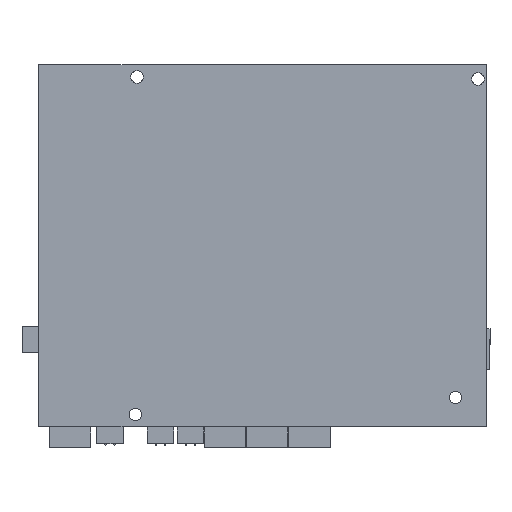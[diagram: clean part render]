
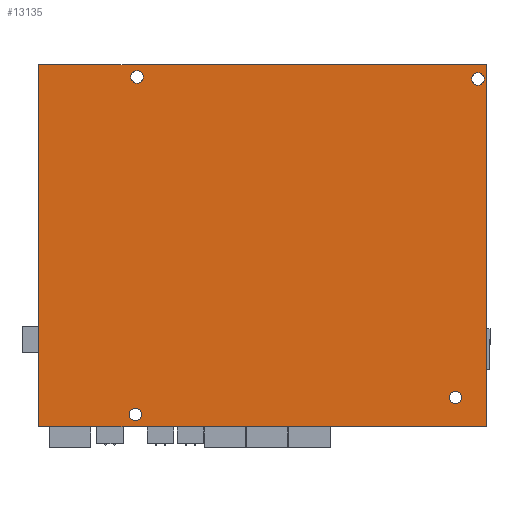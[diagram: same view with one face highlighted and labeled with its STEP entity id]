
A CAD part, front view. The second image highlights one B-rep face of the part: STEP entity #13135.
In plain terms, the highlighted planar face has unit normal (0, -1, 0).
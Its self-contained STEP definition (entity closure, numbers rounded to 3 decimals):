
#70 = LINE ( 'NONE', #15602, #20496 ) ;
#163 = DIRECTION ( 'NONE',  ( 0., 0., -1. ) ) ;
#260 = CIRCLE ( 'NONE', #2437, 1.8 ) ;
#915 = CARTESIAN_POINT ( 'NONE',  ( 65., 0., 52.6 ) ) ;
#1010 = EDGE_CURVE ( 'NONE', #4584, #23757, #4800, .T. ) ;
#1085 = CARTESIAN_POINT ( 'NONE',  ( -65., 0., 52.6 ) ) ;
#2153 = VERTEX_POINT ( 'NONE', #26013 ) ;
#2437 = AXIS2_PLACEMENT_3D ( 'NONE', #23879, #7922, #26554 ) ;
#2794 = DIRECTION ( 'NONE',  ( 0., -1., 0. ) ) ;
#2871 = DIRECTION ( 'NONE',  ( 0., -1., 0. ) ) ;
#3114 = CARTESIAN_POINT ( 'NONE',  ( -37., 0., -50.8 ) ) ;
#3624 = CARTESIAN_POINT ( 'NONE',  ( -65., 0., -52.6 ) ) ;
#3771 = DIRECTION ( 'NONE',  ( 0., 0., 1. ) ) ;
#3960 = VECTOR ( 'NONE', #6494, 1000. ) ;
#4320 = CARTESIAN_POINT ( 'NONE',  ( 62.5, 0., 46.6 ) ) ;
#4533 = VERTEX_POINT ( 'NONE', #4320 ) ;
#4584 = VERTEX_POINT ( 'NONE', #17833 ) ;
#4675 = EDGE_CURVE ( 'NONE', #10343, #19892, #32550, .T. ) ;
#4800 = LINE ( 'NONE', #27787, #3960 ) ;
#5002 = DIRECTION ( 'NONE',  ( 0., -1., 0. ) ) ;
#5251 = EDGE_CURVE ( 'NONE', #2153, #6057, #13324, .T. ) ;
#5514 = CIRCLE ( 'NONE', #6011, 1.8 ) ;
#6011 = AXIS2_PLACEMENT_3D ( 'NONE', #14340, #32996, #17018 ) ;
#6057 = VERTEX_POINT ( 'NONE', #3114 ) ;
#6239 = EDGE_LOOP ( 'NONE', ( #24836, #23483 ) ) ;
#6494 = DIRECTION ( 'NONE',  ( -1., 0., 0. ) ) ;
#6660 = ORIENTED_EDGE ( 'NONE', *, *, #4675, .F. ) ;
#7274 = FACE_OUTER_BOUND ( 'NONE', #24270, .T. ) ;
#7922 = DIRECTION ( 'NONE',  ( 0., -1., 0. ) ) ;
#8276 = ORIENTED_EDGE ( 'NONE', *, *, #18113, .F. ) ;
#8900 = CIRCLE ( 'NONE', #30594, 1.8 ) ;
#9052 = DIRECTION ( 'NONE',  ( 0., -1., 0. ) ) ;
#9191 = DIRECTION ( 'NONE',  ( 0., -1., 0. ) ) ;
#9562 = DIRECTION ( 'NONE',  ( 0., -1., 0. ) ) ;
#10282 = AXIS2_PLACEMENT_3D ( 'NONE', #25519, #9562, #28198 ) ;
#10343 = VERTEX_POINT ( 'NONE', #16873 ) ;
#10740 = CARTESIAN_POINT ( 'NONE',  ( 65., 0., 52.6 ) ) ;
#10804 = EDGE_LOOP ( 'NONE', ( #25293, #32575 ) ) ;
#10950 = VERTEX_POINT ( 'NONE', #11459 ) ;
#11459 = CARTESIAN_POINT ( 'NONE',  ( 62.5, 0., 50.2 ) ) ;
#11751 = AXIS2_PLACEMENT_3D ( 'NONE', #20974, #5002, #23640 ) ;
#12050 = ORIENTED_EDGE ( 'NONE', *, *, #23565, .F. ) ;
#12226 = ORIENTED_EDGE ( 'NONE', *, *, #15342, .F. ) ;
#12724 = ORIENTED_EDGE ( 'NONE', *, *, #21589, .F. ) ;
#13019 = LINE ( 'NONE', #10740, #33459 ) ;
#13135 = ADVANCED_FACE ( 'NONE', ( #14350, #21456, #15201, #28528, #7274 ), #13967, .T. ) ;
#13324 = CIRCLE ( 'NONE', #19373, 1.8 ) ;
#13967 = PLANE ( 'NONE',  #24922 ) ;
#14340 = CARTESIAN_POINT ( 'NONE',  ( 56., 0., -44.1 ) ) ;
#14350 = FACE_BOUND ( 'NONE', #18903, .T. ) ;
#15201 = FACE_BOUND ( 'NONE', #6239, .T. ) ;
#15342 = EDGE_CURVE ( 'NONE', #17758, #15521, #70, .T. ) ;
#15521 = VERTEX_POINT ( 'NONE', #915 ) ;
#15602 = CARTESIAN_POINT ( 'NONE',  ( -65., 0., 52.6 ) ) ;
#15606 = CARTESIAN_POINT ( 'NONE',  ( -36.5, 0., 50.8 ) ) ;
#15677 = LINE ( 'NONE', #1085, #28995 ) ;
#15682 = VERTEX_POINT ( 'NONE', #28390 ) ;
#16640 = DIRECTION ( 'NONE',  ( 0., 0., -1. ) ) ;
#16873 = CARTESIAN_POINT ( 'NONE',  ( -36.5, 0., 47.2 ) ) ;
#17018 = DIRECTION ( 'NONE',  ( 0., 0., -1. ) ) ;
#17181 = AXIS2_PLACEMENT_3D ( 'NONE', #24997, #9052, #27704 ) ;
#17307 = EDGE_LOOP ( 'NONE', ( #12724, #31504 ) ) ;
#17758 = VERTEX_POINT ( 'NONE', #19918 ) ;
#17833 = CARTESIAN_POINT ( 'NONE',  ( 65., 0., -52.6 ) ) ;
#18113 = EDGE_CURVE ( 'NONE', #23757, #17758, #15677, .T. ) ;
#18295 = DIRECTION ( 'NONE',  ( 1., 0., 0. ) ) ;
#18766 = CARTESIAN_POINT ( 'NONE',  ( 62.5, 0., 48.4 ) ) ;
#18833 = CARTESIAN_POINT ( 'NONE',  ( 62.5, 0., 48.4 ) ) ;
#18903 = EDGE_LOOP ( 'NONE', ( #27854, #6660 ) ) ;
#19372 = CIRCLE ( 'NONE', #17181, 1.8 ) ;
#19373 = AXIS2_PLACEMENT_3D ( 'NONE', #25132, #9191, #27821 ) ;
#19892 = VERTEX_POINT ( 'NONE', #15606 ) ;
#19918 = CARTESIAN_POINT ( 'NONE',  ( -65., 0., 52.6 ) ) ;
#20496 = VECTOR ( 'NONE', #18295, 1000. ) ;
#20974 = CARTESIAN_POINT ( 'NONE',  ( -36.5, 0., 49. ) ) ;
#21445 = DIRECTION ( 'NONE',  ( 0., 0., -1. ) ) ;
#21456 = FACE_BOUND ( 'NONE', #17307, .T. ) ;
#21508 = DIRECTION ( 'NONE',  ( 0., 0., -1. ) ) ;
#21589 = EDGE_CURVE ( 'NONE', #10950, #4533, #31473, .T. ) ;
#21981 = VERTEX_POINT ( 'NONE', #28465 ) ;
#23483 = ORIENTED_EDGE ( 'NONE', *, *, #23759, .F. ) ;
#23565 = EDGE_CURVE ( 'NONE', #15521, #4584, #13019, .T. ) ;
#23640 = DIRECTION ( 'NONE',  ( 0., 0., -1. ) ) ;
#23757 = VERTEX_POINT ( 'NONE', #3624 ) ;
#23759 = EDGE_CURVE ( 'NONE', #21981, #15682, #5514, .T. ) ;
#23879 = CARTESIAN_POINT ( 'NONE',  ( 56., 0., -44.1 ) ) ;
#24270 = EDGE_LOOP ( 'NONE', ( #12050, #12226, #8276, #32634 ) ) ;
#24360 = EDGE_CURVE ( 'NONE', #19892, #10343, #19372, .T. ) ;
#24466 = AXIS2_PLACEMENT_3D ( 'NONE', #18833, #2871, #21508 ) ;
#24836 = ORIENTED_EDGE ( 'NONE', *, *, #32704, .F. ) ;
#24922 = AXIS2_PLACEMENT_3D ( 'NONE', #27254, #32623, #16640 ) ;
#24997 = CARTESIAN_POINT ( 'NONE',  ( -36.5, 0., 49. ) ) ;
#25132 = CARTESIAN_POINT ( 'NONE',  ( -37., 0., -49. ) ) ;
#25293 = ORIENTED_EDGE ( 'NONE', *, *, #5251, .F. ) ;
#25519 = CARTESIAN_POINT ( 'NONE',  ( -37., 0., -49. ) ) ;
#25588 = EDGE_CURVE ( 'NONE', #6057, #2153, #32625, .T. ) ;
#26013 = CARTESIAN_POINT ( 'NONE',  ( -37., 0., -47.2 ) ) ;
#26554 = DIRECTION ( 'NONE',  ( 0., 0., -1. ) ) ;
#27254 = CARTESIAN_POINT ( 'NONE',  ( 0., 0., 0. ) ) ;
#27704 = DIRECTION ( 'NONE',  ( 0., 0., -1. ) ) ;
#27787 = CARTESIAN_POINT ( 'NONE',  ( -65., 0., -52.6 ) ) ;
#27821 = DIRECTION ( 'NONE',  ( 0., 0., -1. ) ) ;
#27854 = ORIENTED_EDGE ( 'NONE', *, *, #24360, .F. ) ;
#28198 = DIRECTION ( 'NONE',  ( 0., 0., -1. ) ) ;
#28390 = CARTESIAN_POINT ( 'NONE',  ( 56., 0., -42.3 ) ) ;
#28465 = CARTESIAN_POINT ( 'NONE',  ( 56., 0., -45.9 ) ) ;
#28528 = FACE_BOUND ( 'NONE', #10804, .T. ) ;
#28995 = VECTOR ( 'NONE', #3771, 1000. ) ;
#30594 = AXIS2_PLACEMENT_3D ( 'NONE', #18766, #2794, #21445 ) ;
#31473 = CIRCLE ( 'NONE', #24466, 1.8 ) ;
#31504 = ORIENTED_EDGE ( 'NONE', *, *, #34467, .F. ) ;
#32550 = CIRCLE ( 'NONE', #11751, 1.8 ) ;
#32575 = ORIENTED_EDGE ( 'NONE', *, *, #25588, .F. ) ;
#32623 = DIRECTION ( 'NONE',  ( 0., -1., 0. ) ) ;
#32625 = CIRCLE ( 'NONE', #10282, 1.8 ) ;
#32634 = ORIENTED_EDGE ( 'NONE', *, *, #1010, .F. ) ;
#32704 = EDGE_CURVE ( 'NONE', #15682, #21981, #260, .T. ) ;
#32996 = DIRECTION ( 'NONE',  ( 0., -1., 0. ) ) ;
#33459 = VECTOR ( 'NONE', #163, 1000. ) ;
#34467 = EDGE_CURVE ( 'NONE', #4533, #10950, #8900, .T. ) ;
